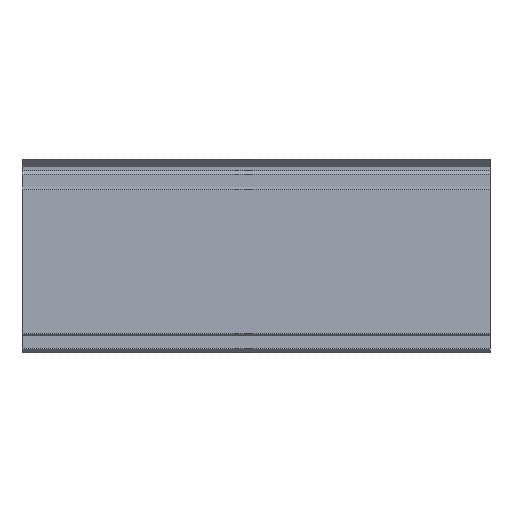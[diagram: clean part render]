
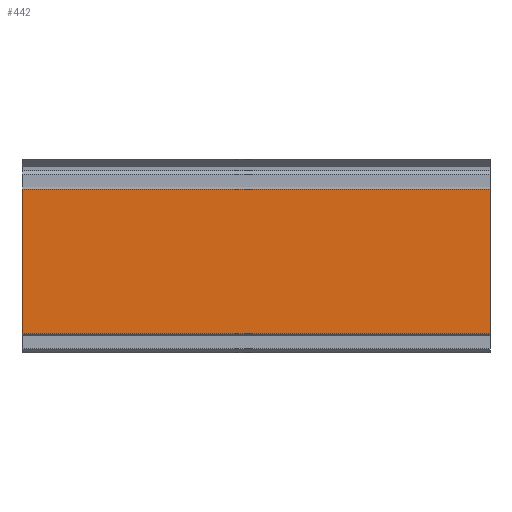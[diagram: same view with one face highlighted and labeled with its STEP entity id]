
A CAD part, top view. The second image highlights one B-rep face of the part: STEP entity #442.
In plain terms, the highlighted planar face has unit normal (0, 0, 1).
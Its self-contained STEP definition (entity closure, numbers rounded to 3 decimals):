
#26=FACE_OUTER_BOUND('',#49,.T.);
#49=EDGE_LOOP('',(#298,#299,#300,#301));
#74=LINE('',#636,#133);
#75=LINE('',#639,#134);
#76=LINE('',#641,#135);
#77=LINE('',#642,#136);
#133=VECTOR('',#516,10.);
#134=VECTOR('',#519,10.);
#135=VECTOR('',#520,10.);
#136=VECTOR('',#521,10.);
#189=VERTEX_POINT('',#629);
#192=VERTEX_POINT('',#634);
#193=VERTEX_POINT('',#638);
#194=VERTEX_POINT('',#640);
#234=EDGE_CURVE('',#192,#189,#74,.T.);
#235=EDGE_CURVE('',#193,#192,#75,.T.);
#236=EDGE_CURVE('',#194,#193,#76,.T.);
#237=EDGE_CURVE('',#189,#194,#77,.T.);
#298=ORIENTED_EDGE('',*,*,#234,.F.);
#299=ORIENTED_EDGE('',*,*,#235,.F.);
#300=ORIENTED_EDGE('',*,*,#236,.F.);
#301=ORIENTED_EDGE('',*,*,#237,.F.);
#421=PLANE('',#480);
#442=ADVANCED_FACE('',(#26),#421,.T.);
#480=AXIS2_PLACEMENT_3D('',#637,#517,#518);
#516=DIRECTION('',(1.,0.,0.));
#517=DIRECTION('center_axis',(0.,0.,1.));
#518=DIRECTION('ref_axis',(0.,-1.,0.));
#519=DIRECTION('',(0.,1.,0.));
#520=DIRECTION('',(-1.,0.,0.));
#521=DIRECTION('',(0.,-1.,0.));
#629=CARTESIAN_POINT('',(24.,9.75,-1.));
#634=CARTESIAN_POINT('',(-39.,9.75,-1.));
#636=CARTESIAN_POINT('',(0.,9.75,-1.));
#637=CARTESIAN_POINT('Origin',(0.,10.25,-1.));
#638=CARTESIAN_POINT('',(-39.,-9.75,-1.));
#639=CARTESIAN_POINT('',(-39.,-10.25,-1.));
#640=CARTESIAN_POINT('',(24.,-9.75,-1.));
#641=CARTESIAN_POINT('',(0.,-9.75,-1.));
#642=CARTESIAN_POINT('',(24.,-10.25,-1.));
